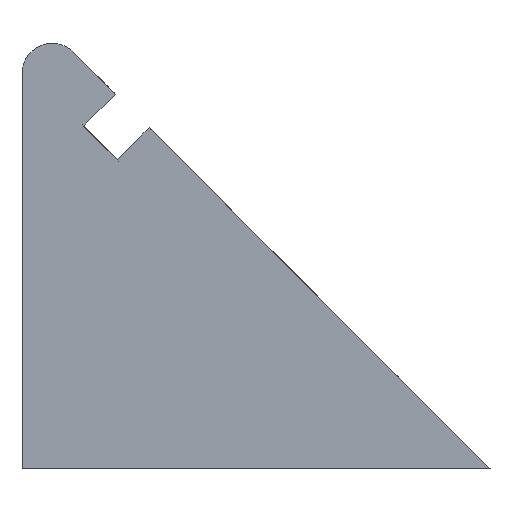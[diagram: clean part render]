
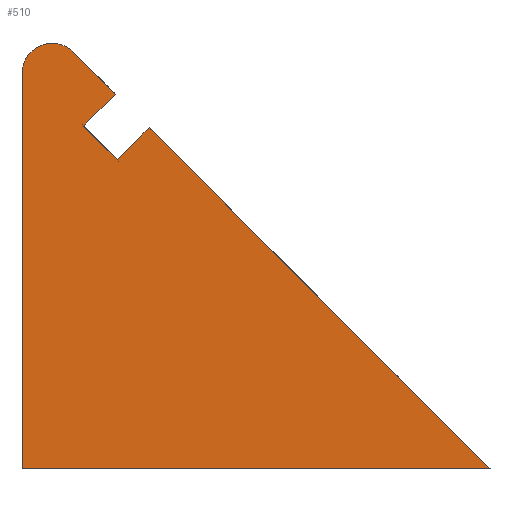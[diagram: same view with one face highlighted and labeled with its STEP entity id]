
A CAD part, front view. The second image highlights one B-rep face of the part: STEP entity #510.
In plain terms, the highlighted planar face has unit normal (0, -1, 0).
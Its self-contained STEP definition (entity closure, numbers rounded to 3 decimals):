
#36=PLANE('',#576);
#61=FACE_OUTER_BOUND('',#90,.T.);
#90=EDGE_LOOP('',(#424,#425,#426,#427,#428,#429,#430,#431));
#114=CIRCLE('',#570,2.);
#129=LINE('',#770,#175);
#131=LINE('',#779,#177);
#133=LINE('',#786,#179);
#141=LINE('',#807,#187);
#149=LINE('',#829,#195);
#157=LINE('',#867,#203);
#160=LINE('',#874,#206);
#175=VECTOR('',#617,10.);
#177=VECTOR('',#625,10.);
#179=VECTOR('',#633,10.);
#187=VECTOR('',#647,10.);
#195=VECTOR('',#665,10.);
#203=VECTOR('',#697,10.);
#206=VECTOR('',#704,10.);
#223=VERTEX_POINT('',#768);
#224=VERTEX_POINT('',#769);
#227=VERTEX_POINT('',#777);
#228=VERTEX_POINT('',#778);
#237=VERTEX_POINT('',#805);
#246=VERTEX_POINT('',#828);
#253=VERTEX_POINT('',#856);
#255=VERTEX_POINT('',#866);
#273=EDGE_CURVE('',#223,#224,#129,.T.);
#277=EDGE_CURVE('',#227,#228,#131,.T.);
#281=EDGE_CURVE('',#224,#227,#133,.T.);
#291=EDGE_CURVE('',#228,#237,#141,.T.);
#302=EDGE_CURVE('',#246,#223,#149,.T.);
#313=EDGE_CURVE('',#253,#237,#114,.T.);
#318=EDGE_CURVE('',#246,#255,#157,.T.);
#322=EDGE_CURVE('',#255,#253,#160,.T.);
#424=ORIENTED_EDGE('',*,*,#277,.T.);
#425=ORIENTED_EDGE('',*,*,#291,.T.);
#426=ORIENTED_EDGE('',*,*,#313,.F.);
#427=ORIENTED_EDGE('',*,*,#322,.F.);
#428=ORIENTED_EDGE('',*,*,#318,.F.);
#429=ORIENTED_EDGE('',*,*,#302,.T.);
#430=ORIENTED_EDGE('',*,*,#273,.T.);
#431=ORIENTED_EDGE('',*,*,#281,.T.);
#510=ADVANCED_FACE('',(#61),#36,.T.);
#570=AXIS2_PLACEMENT_3D('',#857,#684,#685);
#576=AXIS2_PLACEMENT_3D('',#873,#702,#703);
#617=DIRECTION('',(-0.707,0.,-0.707));
#625=DIRECTION('',(0.707,0.,0.707));
#633=DIRECTION('',(-0.707,0.,0.707));
#647=DIRECTION('',(-0.707,0.,0.707));
#665=DIRECTION('',(-0.707,0.,0.707));
#684=DIRECTION('center_axis',(0.,1.,0.));
#685=DIRECTION('ref_axis',(-1.,0.,0.));
#697=DIRECTION('',(-1.,0.,0.));
#702=DIRECTION('center_axis',(0.,-1.,0.));
#703=DIRECTION('ref_axis',(1.,0.,0.));
#704=DIRECTION('',(0.,0.,1.));
#768=CARTESIAN_POINT('',(-40.757,29.468,-4.898));
#769=CARTESIAN_POINT('',(-42.878,29.468,-7.019));
#770=CARTESIAN_POINT('',(-40.757,29.468,-4.898));
#777=CARTESIAN_POINT('',(-45.114,29.468,-4.783));
#778=CARTESIAN_POINT('',(-42.993,29.468,-2.662));
#779=CARTESIAN_POINT('',(-42.993,29.468,-2.662));
#786=CARTESIAN_POINT('',(-39.889,29.468,-10.008));
#805=CARTESIAN_POINT('',(-45.784,29.468,0.13));
#807=CARTESIAN_POINT('',(-25.785,29.468,-19.869));
#828=CARTESIAN_POINT('',(-18.122,29.468,-27.532));
#829=CARTESIAN_POINT('',(-25.785,29.468,-19.869));
#856=CARTESIAN_POINT('',(-49.198,29.468,-1.285));
#857=CARTESIAN_POINT('Origin',(-47.198,29.468,-1.285));
#866=CARTESIAN_POINT('',(-49.198,29.468,-27.532));
#867=CARTESIAN_POINT('',(-15.198,29.468,-27.532));
#873=CARTESIAN_POINT('Origin',(-49.198,29.468,-27.532));
#874=CARTESIAN_POINT('',(-49.198,29.468,-27.532));
